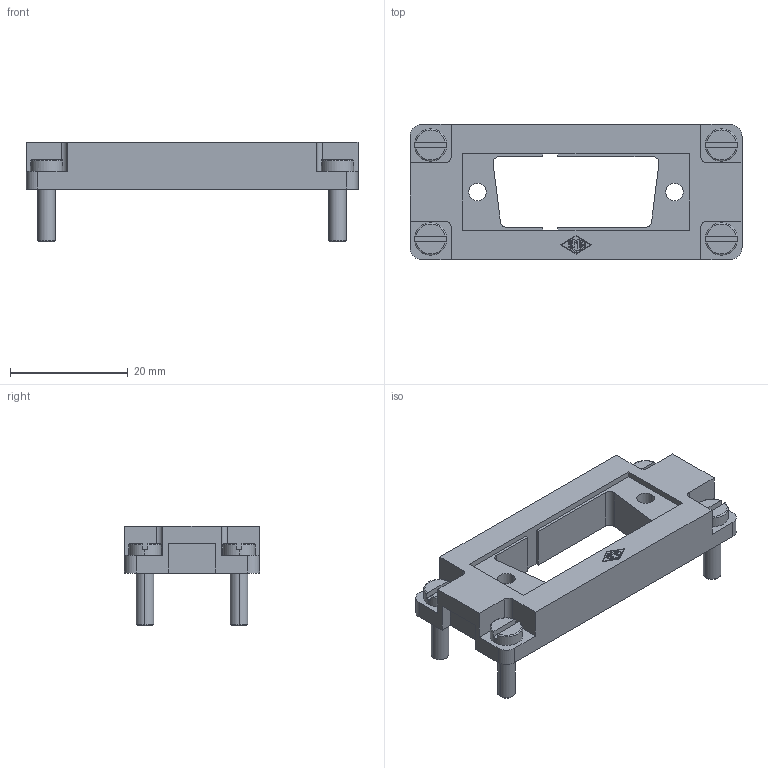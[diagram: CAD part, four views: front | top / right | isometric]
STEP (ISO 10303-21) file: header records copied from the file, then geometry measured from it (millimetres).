
FILE_DESCRIPTION((''),'2;1');
FILE_NAME('CR 15 AD.stp','2007-01-02T17:36:32',('gembarski'),(''),'Autodesk Inventor 7','Autodesk Inventor 7','');
FILE_SCHEMA(('AUTOMOTIVE_DESIGN { 1 0 10303 214 1 1 1 1 }'));
Length unit declared in the file: millimetre
Products named in the file (1): CR 15 AD
Bounding box: 56.5 x 23 x 17 mm (x, y, z)
Volume: 6850.3 mm3; surface area: 4735.4 mm2
Topology: 1 solids, 1 shells, 177 faces, 463 edges, 306 vertices
Faces by surface type: plane 101, cylinder 52, cone 8, torus 8, bspline 8
Entity records: 5626 total; most frequent: CARTESIAN_POINT 1143, DIRECTION 927, ORIENTED_EDGE 926, EDGE_CURVE 463, AXIS2_PLACEMENT_3D 310, VECTOR 307, LINE 307, VERTEX_POINT 306
